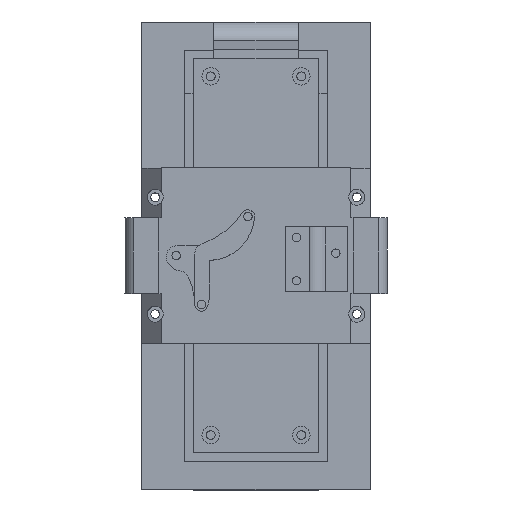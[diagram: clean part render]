
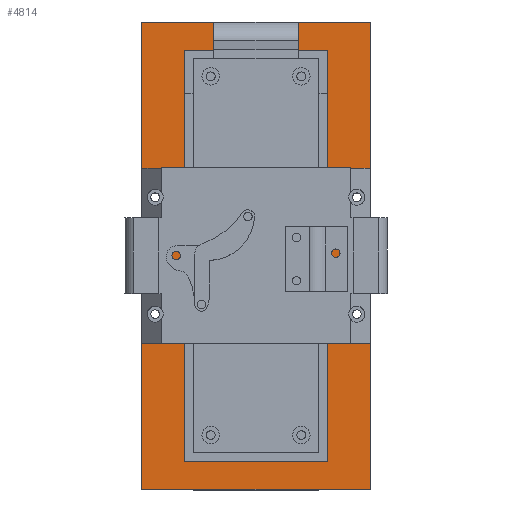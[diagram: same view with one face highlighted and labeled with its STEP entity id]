
A CAD part, top view. The second image highlights one B-rep face of the part: STEP entity #4814.
In plain terms, the highlighted planar face has unit normal (0, 0, 1).
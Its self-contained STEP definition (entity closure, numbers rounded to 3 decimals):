
#196=FACE_BOUND('',#890,.T.);
#197=FACE_BOUND('',#891,.T.);
#198=FACE_BOUND('',#892,.T.);
#199=FACE_BOUND('',#893,.T.);
#200=FACE_BOUND('',#894,.T.);
#261=CIRCLE('',#5113,1.5);
#263=CIRCLE('',#5116,1.5);
#265=CIRCLE('',#5119,1.5);
#267=CIRCLE('',#5122,1.5);
#578=FACE_OUTER_BOUND('',#889,.T.);
#889=EDGE_LOOP('',(#4018,#4019,#4020,#4021));
#890=EDGE_LOOP('',(#4022));
#891=EDGE_LOOP('',(#4023));
#892=EDGE_LOOP('',(#4024));
#893=EDGE_LOOP('',(#4025));
#894=EDGE_LOOP('',(#4026,#4027,#4028,#4029,#4030,#4031,#4032,#4033));
#1279=LINE('',#7764,#1779);
#1283=LINE('',#7773,#1783);
#1321=LINE('',#7851,#1821);
#1323=LINE('',#7855,#1823);
#1326=LINE('',#7860,#1826);
#1327=LINE('',#7862,#1827);
#1328=LINE('',#7865,#1828);
#1332=LINE('',#7872,#1832);
#1334=LINE('',#7876,#1834);
#1336=LINE('',#7880,#1836);
#1338=LINE('',#7884,#1838);
#1341=LINE('',#7889,#1841);
#1779=VECTOR('',#5990,10.);
#1783=VECTOR('',#5998,10.);
#1821=VECTOR('',#6056,10.);
#1823=VECTOR('',#6060,10.);
#1826=VECTOR('',#6065,10.);
#1827=VECTOR('',#6068,10.);
#1828=VECTOR('',#6071,10.);
#1832=VECTOR('',#6077,10.);
#1834=VECTOR('',#6081,10.);
#1836=VECTOR('',#6085,10.);
#1838=VECTOR('',#6089,10.);
#1841=VECTOR('',#6094,10.);
#2232=VERTEX_POINT('',#7681);
#2234=VERTEX_POINT('',#7687);
#2236=VERTEX_POINT('',#7693);
#2238=VERTEX_POINT('',#7699);
#2256=VERTEX_POINT('',#7757);
#2259=VERTEX_POINT('',#7762);
#2262=VERTEX_POINT('',#7772);
#2291=VERTEX_POINT('',#7848);
#2292=VERTEX_POINT('',#7850);
#2293=VERTEX_POINT('',#7854);
#2294=VERTEX_POINT('',#7858);
#2295=VERTEX_POINT('',#7864);
#2297=VERTEX_POINT('',#7871);
#2298=VERTEX_POINT('',#7875);
#2299=VERTEX_POINT('',#7879);
#2300=VERTEX_POINT('',#7883);
#2799=EDGE_CURVE('',#2232,#2232,#261,.T.);
#2802=EDGE_CURVE('',#2234,#2234,#263,.T.);
#2805=EDGE_CURVE('',#2236,#2236,#265,.T.);
#2808=EDGE_CURVE('',#2238,#2238,#267,.T.);
#2838=EDGE_CURVE('',#2259,#2256,#1279,.T.);
#2842=EDGE_CURVE('',#2259,#2262,#1283,.T.);
#2880=EDGE_CURVE('',#2292,#2291,#1321,.T.);
#2882=EDGE_CURVE('',#2293,#2292,#1323,.T.);
#2885=EDGE_CURVE('',#2294,#2293,#1326,.T.);
#2886=EDGE_CURVE('',#2291,#2294,#1327,.T.);
#2887=EDGE_CURVE('',#2295,#2256,#1328,.T.);
#2891=EDGE_CURVE('',#2297,#2295,#1332,.T.);
#2893=EDGE_CURVE('',#2298,#2297,#1334,.T.);
#2895=EDGE_CURVE('',#2299,#2298,#1336,.T.);
#2897=EDGE_CURVE('',#2300,#2299,#1338,.T.);
#2900=EDGE_CURVE('',#2262,#2300,#1341,.T.);
#4018=ORIENTED_EDGE('',*,*,#2886,.T.);
#4019=ORIENTED_EDGE('',*,*,#2885,.T.);
#4020=ORIENTED_EDGE('',*,*,#2882,.T.);
#4021=ORIENTED_EDGE('',*,*,#2880,.T.);
#4022=ORIENTED_EDGE('',*,*,#2799,.T.);
#4023=ORIENTED_EDGE('',*,*,#2802,.T.);
#4024=ORIENTED_EDGE('',*,*,#2805,.T.);
#4025=ORIENTED_EDGE('',*,*,#2808,.T.);
#4026=ORIENTED_EDGE('',*,*,#2842,.T.);
#4027=ORIENTED_EDGE('',*,*,#2900,.T.);
#4028=ORIENTED_EDGE('',*,*,#2897,.T.);
#4029=ORIENTED_EDGE('',*,*,#2895,.T.);
#4030=ORIENTED_EDGE('',*,*,#2893,.T.);
#4031=ORIENTED_EDGE('',*,*,#2891,.T.);
#4032=ORIENTED_EDGE('',*,*,#2887,.T.);
#4033=ORIENTED_EDGE('',*,*,#2838,.F.);
#4595=PLANE('',#5179);
#4814=ADVANCED_FACE('',(#578,#196,#197,#198,#199,#200),#4595,.T.);
#5113=AXIS2_PLACEMENT_3D('',#7682,#5893,#5894);
#5116=AXIS2_PLACEMENT_3D('',#7688,#5900,#5901);
#5119=AXIS2_PLACEMENT_3D('',#7694,#5907,#5908);
#5122=AXIS2_PLACEMENT_3D('',#7700,#5914,#5915);
#5179=AXIS2_PLACEMENT_3D('',#7896,#6104,#6105);
#5893=DIRECTION('center_axis',(0.,0.,-1.));
#5894=DIRECTION('ref_axis',(-1.,0.,0.));
#5900=DIRECTION('center_axis',(0.,0.,-1.));
#5901=DIRECTION('ref_axis',(-1.,0.,0.));
#5907=DIRECTION('center_axis',(0.,0.,-1.));
#5908=DIRECTION('ref_axis',(-1.,0.,0.));
#5914=DIRECTION('center_axis',(0.,0.,-1.));
#5915=DIRECTION('ref_axis',(-1.,0.,0.));
#5990=DIRECTION('',(-1.,0.,0.));
#5998=DIRECTION('',(0.,-1.,0.));
#6056=DIRECTION('',(0.,1.,0.));
#6060=DIRECTION('',(1.,0.,0.));
#6065=DIRECTION('',(0.,-1.,0.));
#6068=DIRECTION('',(-1.,0.,0.));
#6071=DIRECTION('',(0.,1.,0.));
#6077=DIRECTION('',(1.,0.,0.));
#6081=DIRECTION('',(0.,1.,0.));
#6085=DIRECTION('',(-1.,0.,0.));
#6089=DIRECTION('',(0.,-1.,0.));
#6094=DIRECTION('',(1.,0.,0.));
#6104=DIRECTION('center_axis',(0.,0.,1.));
#6105=DIRECTION('ref_axis',(1.,0.,0.));
#7681=CARTESIAN_POINT('',(57.05,60.,78.1));
#7682=CARTESIAN_POINT('Origin',(55.55,60.,78.1));
#7687=CARTESIAN_POINT('',(57.05,100.,78.1));
#7688=CARTESIAN_POINT('Origin',(55.55,100.,78.1));
#7693=CARTESIAN_POINT('',(-11.95,60.,78.1));
#7694=CARTESIAN_POINT('Origin',(-13.45,60.,78.1));
#7699=CARTESIAN_POINT('',(-11.95,100.,78.1));
#7700=CARTESIAN_POINT('Origin',(-13.45,100.,78.1));
#7757=CARTESIAN_POINT('',(6.55,159.99,78.1));
#7762=CARTESIAN_POINT('',(35.55,159.99,78.1));
#7764=CARTESIAN_POINT('',(13.8,159.99,78.1));
#7772=CARTESIAN_POINT('',(35.55,150.4,78.1));
#7773=CARTESIAN_POINT('',(35.55,113.7,78.1));
#7848=CARTESIAN_POINT('',(60.1,160.,78.1));
#7850=CARTESIAN_POINT('',(60.1,0.,78.1));
#7851=CARTESIAN_POINT('',(60.1,-15.,78.1));
#7854=CARTESIAN_POINT('',(-18.,0.,78.1));
#7855=CARTESIAN_POINT('',(1.525,0.,78.1));
#7858=CARTESIAN_POINT('',(-18.,160.,78.1));
#7860=CARTESIAN_POINT('',(-18.,175.,78.1));
#7862=CARTESIAN_POINT('',(40.575,160.,78.1));
#7864=CARTESIAN_POINT('',(6.55,150.4,78.1));
#7865=CARTESIAN_POINT('',(6.55,115.2,78.1));
#7871=CARTESIAN_POINT('',(-3.45,150.4,78.1));
#7872=CARTESIAN_POINT('',(33.3,150.4,78.1));
#7875=CARTESIAN_POINT('',(-3.45,9.6,78.1));
#7876=CARTESIAN_POINT('',(-3.45,115.2,78.1));
#7879=CARTESIAN_POINT('',(45.55,9.6,78.1));
#7880=CARTESIAN_POINT('',(8.8,9.6,78.1));
#7883=CARTESIAN_POINT('',(45.55,150.4,78.1));
#7884=CARTESIAN_POINT('',(45.55,44.8,78.1));
#7889=CARTESIAN_POINT('',(33.3,150.4,78.1));
#7896=CARTESIAN_POINT('Origin',(21.05,80.,78.1));
